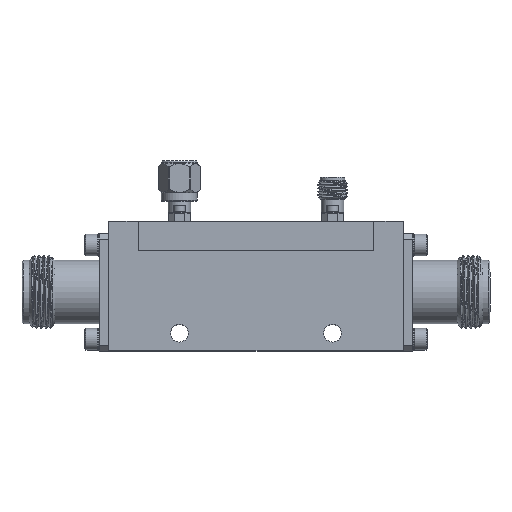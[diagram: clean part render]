
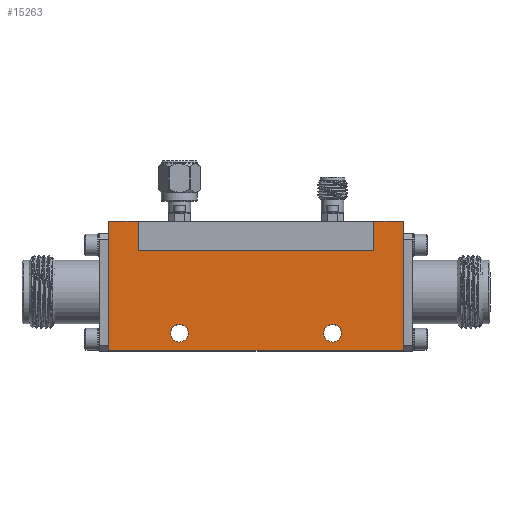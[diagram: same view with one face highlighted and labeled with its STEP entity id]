
A CAD part, top view. The second image highlights one B-rep face of the part: STEP entity #15263.
In plain terms, the highlighted planar face has unit normal (0, 0, 1).
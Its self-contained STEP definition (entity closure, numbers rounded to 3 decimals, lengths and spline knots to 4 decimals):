
#134 = VERTEX_POINT ( 'NONE', #20072 ) ;
#488 = CARTESIAN_POINT ( 'NONE',  ( 1., 0., 0.4 ) ) ;
#675 = CARTESIAN_POINT ( 'NONE',  ( -0.65, -0.4, 0.4 ) ) ;
#809 = CARTESIAN_POINT ( 'NONE',  ( -1., 0.55, 0.4 ) ) ;
#850 = DIRECTION ( 'NONE',  ( 0., 1., 0. ) ) ;
#1287 = PLANE ( 'NONE',  #3754 ) ;
#1304 = VERTEX_POINT ( 'NONE', #28701 ) ;
#1693 = DIRECTION ( 'NONE',  ( 0., -1., 0. ) ) ;
#1723 = EDGE_CURVE ( 'NONE', #1304, #1304, #5566, .T. ) ;
#2805 = CARTESIAN_POINT ( 'NONE',  ( 1.25, -0.55, 0.4 ) ) ;
#3105 = LINE ( 'NONE', #21497, #15084 ) ;
#3221 = DIRECTION ( 'NONE',  ( 0., 0., 1. ) ) ;
#3393 = DIRECTION ( 'NONE',  ( 1., 0., 0. ) ) ;
#3408 = VERTEX_POINT ( 'NONE', #10781 ) ;
#3524 = VECTOR ( 'NONE', #7561, 39.3701 ) ;
#3754 = AXIS2_PLACEMENT_3D ( 'NONE', #8498, #10454, #19669 ) ;
#3960 = LINE ( 'NONE', #24605, #26024 ) ;
#4001 = EDGE_CURVE ( 'NONE', #134, #27575, #28185, .T. ) ;
#4893 = DIRECTION ( 'NONE',  ( 1., 0., 0. ) ) ;
#5414 = ORIENTED_EDGE ( 'NONE', *, *, #17210, .F. ) ;
#5491 = ORIENTED_EDGE ( 'NONE', *, *, #4001, .F. ) ;
#5566 = CIRCLE ( 'NONE', #26263, 0.075 ) ;
#5934 = DIRECTION ( 'NONE',  ( -1., 0., 0. ) ) ;
#7419 = VERTEX_POINT ( 'NONE', #12463 ) ;
#7560 = EDGE_LOOP ( 'NONE', ( #25321 ) ) ;
#7561 = DIRECTION ( 'NONE',  ( 1., 0., 0. ) ) ;
#8316 = CARTESIAN_POINT ( 'NONE',  ( -1., 0., 0.4 ) ) ;
#8498 = CARTESIAN_POINT ( 'NONE',  ( 0., 0., 0.4 ) ) ;
#8914 = DIRECTION ( 'NONE',  ( -1., 0., 0. ) ) ;
#9090 = EDGE_CURVE ( 'NONE', #17846, #26832, #3960, .T. ) ;
#9855 = ORIENTED_EDGE ( 'NONE', *, *, #28516, .F. ) ;
#10318 = CARTESIAN_POINT ( 'NONE',  ( 0.65, -0.4, 0.4 ) ) ;
#10454 = DIRECTION ( 'NONE',  ( 0., 0., -1. ) ) ;
#10595 = FACE_BOUND ( 'NONE', #19612, .T. ) ;
#10781 = CARTESIAN_POINT ( 'NONE',  ( 1.25, 0.55, 0.4 ) ) ;
#10859 = ORIENTED_EDGE ( 'NONE', *, *, #26550, .T. ) ;
#10938 = VECTOR ( 'NONE', #26464, 39.3701 ) ;
#11592 = EDGE_CURVE ( 'NONE', #17575, #3408, #3105, .T. ) ;
#12089 = CARTESIAN_POINT ( 'NONE',  ( -1.25, -0.55, 0.4 ) ) ;
#12350 = VERTEX_POINT ( 'NONE', #20145 ) ;
#12463 = CARTESIAN_POINT ( 'NONE',  ( -1.25, -0.55, 0.4 ) ) ;
#12879 = DIRECTION ( 'NONE',  ( 0., 0., 1. ) ) ;
#13127 = LINE ( 'NONE', #8316, #25373 ) ;
#14816 = ORIENTED_EDGE ( 'NONE', *, *, #17506, .T. ) ;
#15001 = LINE ( 'NONE', #19991, #10938 ) ;
#15058 = CARTESIAN_POINT ( 'NONE',  ( 1., 0.3, 0.4 ) ) ;
#15084 = VECTOR ( 'NONE', #850, 39.3701 ) ;
#15263 = ADVANCED_FACE ( 'NONE', ( #21937, #10595, #19966 ), #1287, .F. ) ;
#16224 = ORIENTED_EDGE ( 'NONE', *, *, #11592, .T. ) ;
#16250 = EDGE_LOOP ( 'NONE', ( #5414, #20544, #10859, #18731, #16224, #14816, #22223, #5491 ) ) ;
#16443 = EDGE_CURVE ( 'NONE', #7419, #17575, #15001, .T. ) ;
#16611 = DIRECTION ( 'NONE',  ( 0., 1., 0. ) ) ;
#16760 = CARTESIAN_POINT ( 'NONE',  ( 0., 0.3, 0.4 ) ) ;
#16931 = EDGE_CURVE ( 'NONE', #27575, #12350, #19191, .T. ) ;
#17210 = EDGE_CURVE ( 'NONE', #17846, #134, #13127, .T. ) ;
#17506 = EDGE_CURVE ( 'NONE', #3408, #12350, #18791, .T. ) ;
#17575 = VERTEX_POINT ( 'NONE', #2805 ) ;
#17846 = VERTEX_POINT ( 'NONE', #809 ) ;
#18731 = ORIENTED_EDGE ( 'NONE', *, *, #16443, .T. ) ;
#18791 = LINE ( 'NONE', #18943, #20558 ) ;
#18943 = CARTESIAN_POINT ( 'NONE',  ( -1.25, 0.55, 0.4 ) ) ;
#19119 = VECTOR ( 'NONE', #16611, 39.3701 ) ;
#19191 = LINE ( 'NONE', #488, #19119 ) ;
#19612 = EDGE_LOOP ( 'NONE', ( #9855 ) ) ;
#19669 = DIRECTION ( 'NONE',  ( 0., -1., 0. ) ) ;
#19966 = FACE_BOUND ( 'NONE', #7560, .T. ) ;
#19991 = CARTESIAN_POINT ( 'NONE',  ( -1.25, -0.55, 0.4 ) ) ;
#20072 = CARTESIAN_POINT ( 'NONE',  ( -1., 0.3, 0.4 ) ) ;
#20145 = CARTESIAN_POINT ( 'NONE',  ( 1., 0.55, 0.4 ) ) ;
#20544 = ORIENTED_EDGE ( 'NONE', *, *, #9090, .T. ) ;
#20558 = VECTOR ( 'NONE', #5934, 39.3701 ) ;
#21497 = CARTESIAN_POINT ( 'NONE',  ( 1.25, -0.55, 0.4 ) ) ;
#21937 = FACE_OUTER_BOUND ( 'NONE', #16250, .T. ) ;
#22223 = ORIENTED_EDGE ( 'NONE', *, *, #16931, .F. ) ;
#22282 = VECTOR ( 'NONE', #23694, 39.3701 ) ;
#22807 = AXIS2_PLACEMENT_3D ( 'NONE', #10318, #12879, #3393 ) ;
#23087 = CARTESIAN_POINT ( 'NONE',  ( 0.725, -0.4, 0.4 ) ) ;
#23400 = LINE ( 'NONE', #12089, #22282 ) ;
#23694 = DIRECTION ( 'NONE',  ( 0., -1., 0. ) ) ;
#24605 = CARTESIAN_POINT ( 'NONE',  ( -1.25, 0.55, 0.4 ) ) ;
#25321 = ORIENTED_EDGE ( 'NONE', *, *, #1723, .F. ) ;
#25353 = VERTEX_POINT ( 'NONE', #23087 ) ;
#25373 = VECTOR ( 'NONE', #1693, 39.3701 ) ;
#26024 = VECTOR ( 'NONE', #8914, 39.3701 ) ;
#26263 = AXIS2_PLACEMENT_3D ( 'NONE', #675, #3221, #4893 ) ;
#26464 = DIRECTION ( 'NONE',  ( 1., 0., 0. ) ) ;
#26550 = EDGE_CURVE ( 'NONE', #26832, #7419, #23400, .T. ) ;
#26657 = CIRCLE ( 'NONE', #22807, 0.075 ) ;
#26832 = VERTEX_POINT ( 'NONE', #29389 ) ;
#27575 = VERTEX_POINT ( 'NONE', #15058 ) ;
#28185 = LINE ( 'NONE', #16760, #3524 ) ;
#28516 = EDGE_CURVE ( 'NONE', #25353, #25353, #26657, .T. ) ;
#28701 = CARTESIAN_POINT ( 'NONE',  ( -0.575, -0.4, 0.4 ) ) ;
#29389 = CARTESIAN_POINT ( 'NONE',  ( -1.25, 0.55, 0.4 ) ) ;
